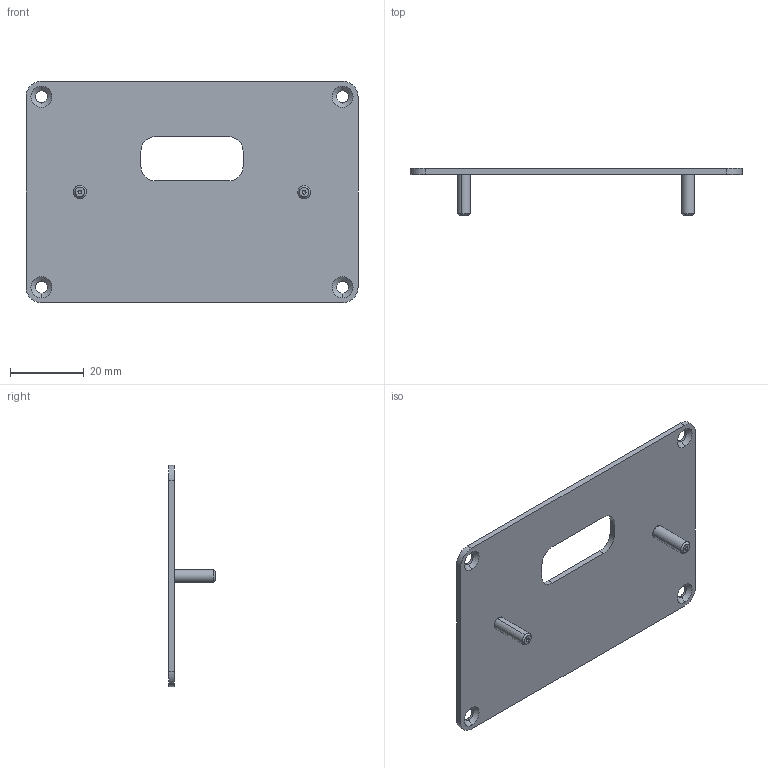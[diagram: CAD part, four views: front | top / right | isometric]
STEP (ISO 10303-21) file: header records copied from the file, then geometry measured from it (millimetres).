
FILE_DESCRIPTION (( 'STEP AP214' ), '1' );
FILE_NAME ('CHE Backplate Assy.STEP', '2015-02-18T18:28:34', ( '' ), ( '' ), 'SwSTEP 2.0', 'SolidWorks 2015', '' );
FILE_SCHEMA (( 'AUTOMOTIVE_DESIGN' ));
Length unit declared in the file: millimetre
Products named in the file (3): CHE Backplate Assy; CHE Backplate; 20150116-173346-99358161
Assembly tree (3 placements, depth 2):
  CHE Backplate Assy
    CHE Backplate
    20150116-173346-99358161  x2
Bounding box: 90 x 12.7 x 60 mm (x, y, z)
Volume: 8182.6 mm3; surface area: 11048.4 mm2
Topology: 3 solids, 3 shells, 86 faces, 196 edges, 118 vertices
Faces by surface type: cylinder 32, cone 24, plane 18, torus 12
Entity records: 1944 total; most frequent: DIRECTION 362, CARTESIAN_POINT 305, ORIENTED_EDGE 292, AXIS2_PLACEMENT_3D 148, EDGE_CURVE 146, VERTEX_POINT 91, CIRCLE 80, EDGE_LOOP 79
